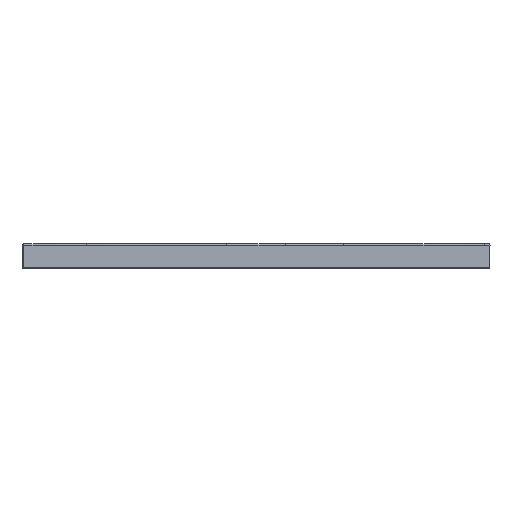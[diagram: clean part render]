
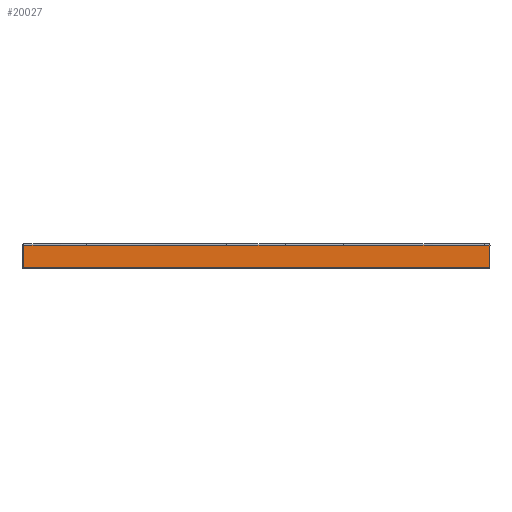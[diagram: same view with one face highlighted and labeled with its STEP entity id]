
A CAD part, top view. The second image highlights one B-rep face of the part: STEP entity #20027.
In plain terms, the highlighted planar face has unit normal (0, 0.035, 0.999).
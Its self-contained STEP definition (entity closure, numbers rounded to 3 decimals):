
#1486=DIRECTION('',(-1.,0.,0.));
#1487=VECTOR('',#1486,798.001);
#1488=CARTESIAN_POINT('',(350.,-40.,437.5));
#1489=LINE('',#1488,#1487);
#1490=DIRECTION('',(0.035,0.999,-0.035));
#1491=VECTOR('',#1490,38.113);
#1492=CARTESIAN_POINT('',(-448.001,-40.,
437.5));
#1493=LINE('',#1492,#1491);
#1494=CARTESIAN_POINT('',(-446.672,-1.933,
436.171));
#1495=CARTESIAN_POINT('',(-438.718,-1.945,
436.171));
#1496=CARTESIAN_POINT('',(-417.543,-1.976,
436.172));
#1497=CARTESIAN_POINT('',(-381.986,-2.022,
436.174));
#1498=CARTESIAN_POINT('',(-354.382,-2.039,
436.174));
#1499=CARTESIAN_POINT('',(-340.,-2.039,
436.174));
#1501=DIRECTION('',(1.,0.,0.));
#1502=VECTOR('',#1501,100.087);
#1503=CARTESIAN_POINT('',(-100.087,-1.955,
436.171));
#1504=LINE('',#1503,#1502);
#1505=DIRECTION('',(1.,0.,0.));
#1506=VECTOR('',#1505,100.087);
#1507=CARTESIAN_POINT('',(0.,-1.955,
436.171));
#1508=LINE('',#1507,#1506);
#1509=DIRECTION('',(1.,0.,0.));
#1510=VECTOR('',#1509,10.);
#1511=CARTESIAN_POINT('',(340.,-2.039,436.174));
#1512=LINE('',#1511,#1510);
#1873=DIRECTION('',(0.,0.999,-0.035));
#1874=VECTOR('',#1873,37.986);
#1875=CARTESIAN_POINT('',(350.,-40.,437.5));
#1876=LINE('',#1875,#1874);
#2413=CARTESIAN_POINT('',(340.,-2.039,436.174));
#2414=CARTESIAN_POINT('',(314.929,-2.039,436.174));
#2415=CARTESIAN_POINT('',(263.733,-2.027,436.174));
#2416=CARTESIAN_POINT('',(183.971,-1.99,436.173));
#2417=CARTESIAN_POINT('',(128.422,-1.964,436.172));
#2418=CARTESIAN_POINT('',(100.087,-1.955,436.171));
#2493=CARTESIAN_POINT('',(-100.087,-1.955,
436.171));
#2494=CARTESIAN_POINT('',(-126.912,-1.964,
436.172));
#2495=CARTESIAN_POINT('',(-180.45,-1.983,
436.172));
#2496=CARTESIAN_POINT('',(-260.421,-2.011,
436.173));
#2497=CARTESIAN_POINT('',(-313.511,-2.029,
436.174));
#2498=CARTESIAN_POINT('',(-340.,-2.039,
436.174));
#18364=CARTESIAN_POINT('',(350.,-40.,437.5));
#18365=CARTESIAN_POINT('',(-448.001,-40.,
437.5));
#18366=VERTEX_POINT('',#18364);
#18367=VERTEX_POINT('',#18365);
#18368=CARTESIAN_POINT('',(-446.672,-1.933,
436.171));
#18369=VERTEX_POINT('',#18368);
#18370=VERTEX_POINT('',#1499);
#18371=VERTEX_POINT('',#2493);
#18372=CARTESIAN_POINT('',(0.,-1.955,
436.171));
#18373=VERTEX_POINT('',#18372);
#18374=CARTESIAN_POINT('',(100.087,-1.955,
436.171));
#18375=VERTEX_POINT('',#18374);
#18376=VERTEX_POINT('',#2413);
#18377=CARTESIAN_POINT('',(350.,-2.038,
436.174));
#18378=VERTEX_POINT('',#18377);
#20002=CARTESIAN_POINT('',(-49.001,-20.967,
436.835));
#20003=DIRECTION('',(0.,0.035,0.999));
#20004=DIRECTION('',(0.,0.999,-0.035));
#20005=AXIS2_PLACEMENT_3D('',#20002,#20003,#20004);
#20006=PLANE('',#20005);
#20008=ORIENTED_EDGE('',*,*,#20007,.T.);
#20010=ORIENTED_EDGE('',*,*,#20009,.T.);
#20012=ORIENTED_EDGE('',*,*,#20011,.T.);
#20014=ORIENTED_EDGE('',*,*,#20013,.F.);
#20016=ORIENTED_EDGE('',*,*,#20015,.T.);
#20018=ORIENTED_EDGE('',*,*,#20017,.T.);
#20020=ORIENTED_EDGE('',*,*,#20019,.F.);
#20022=ORIENTED_EDGE('',*,*,#20021,.T.);
#20024=ORIENTED_EDGE('',*,*,#20023,.F.);
#20025=EDGE_LOOP('',(#20008,#20010,#20012,#20014,#20016,#20018,#20020,#20022,
#20024));
#20026=FACE_OUTER_BOUND('',#20025,.F.);
#1500=B_SPLINE_CURVE_WITH_KNOTS('',3,(#1494,#1495,#1496,#1497,#1498,#1499),
.UNSPECIFIED.,.F.,.F.,(4,1,1,4),(0.,0.224,0.596,1.),
.UNSPECIFIED.);
#2419=B_SPLINE_CURVE_WITH_KNOTS('',3,(#2413,#2414,#2415,#2416,#2417,#2418),
.UNSPECIFIED.,.F.,.F.,(4,1,1,4),(0.,0.333,0.667,1.),
.UNSPECIFIED.);
#2499=B_SPLINE_CURVE_WITH_KNOTS('',3,(#2493,#2494,#2495,#2496,#2497,#2498),
.UNSPECIFIED.,.F.,.F.,(4,1,1,4),(0.,0.333,0.667,1.),
.UNSPECIFIED.);
#20007=EDGE_CURVE('',#18366,#18367,#1489,.T.);
#20009=EDGE_CURVE('',#18367,#18369,#1493,.T.);
#20011=EDGE_CURVE('',#18369,#18370,#1500,.T.);
#20013=EDGE_CURVE('',#18371,#18370,#2499,.T.);
#20015=EDGE_CURVE('',#18371,#18373,#1504,.T.);
#20017=EDGE_CURVE('',#18373,#18375,#1508,.T.);
#20019=EDGE_CURVE('',#18376,#18375,#2419,.T.);
#20021=EDGE_CURVE('',#18376,#18378,#1512,.T.);
#20023=EDGE_CURVE('',#18366,#18378,#1876,.T.);
#20027=ADVANCED_FACE('',(#20026),#20006,.T.);
